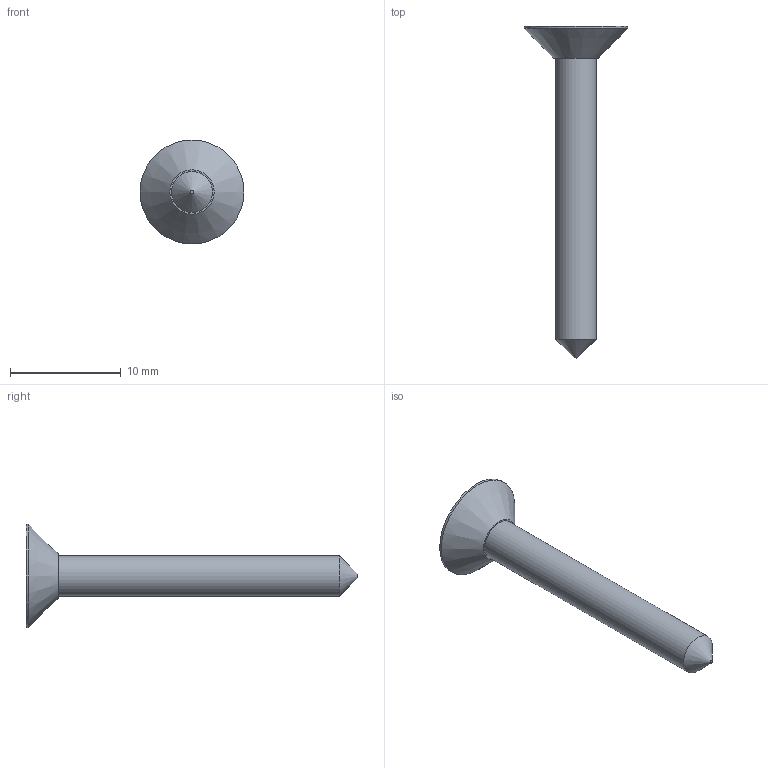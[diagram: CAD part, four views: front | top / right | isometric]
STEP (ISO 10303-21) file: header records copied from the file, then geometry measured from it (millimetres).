
FILE_DESCRIPTION (( 'STEP AP203' ), '1' );
FILE_NAME ('58354-240-30.STEP', '2020-01-23T13:57:41', ( '' ), ( '' ), 'SwSTEP 2.0', 'SolidWorks 2015', '' );
FILE_SCHEMA (( 'CONFIG_CONTROL_DESIGN' ));
Length unit declared in the file: millimetre
Products named in the file (2): 58354-240-30
Bounding box: 9.4 x 30 x 9.4 mm (x, y, z)
Volume: 366.9 mm3; surface area: 492.4 mm2
Topology: 1 solids, 21 shells, 320 faces, 800 edges, 537 vertices
Faces by surface type: bspline 133, plane 121, cone 64, cylinder 2
Full cylindrical faces by diameter (mm): 3.7 x1, 9.4 x1
Entity records: 16367 total; most frequent: CARTESIAN_POINT 10046, ORIENTED_EDGE 1578, EDGE_CURVE 789, DIRECTION 708, VERTEX_POINT 526, B_SPLINE_CURVE_WITH_KNOTS 465, EDGE_LOOP 335, FACE_OUTER_BOUND 302
